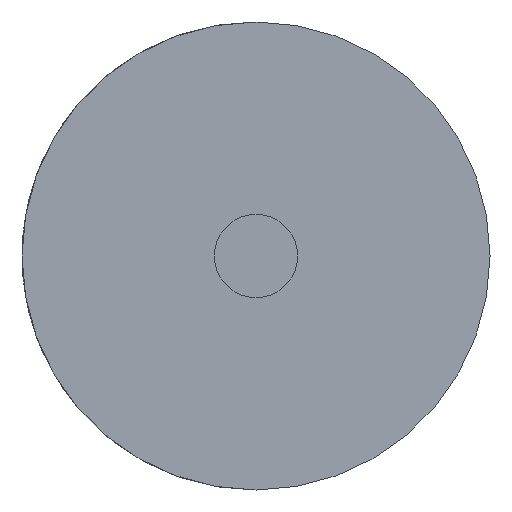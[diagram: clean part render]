
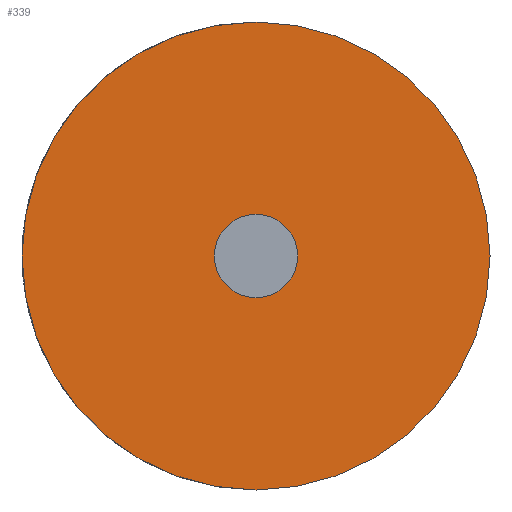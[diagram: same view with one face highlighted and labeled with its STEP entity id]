
A CAD part, front view. The second image highlights one B-rep face of the part: STEP entity #339.
In plain terms, the highlighted planar face has unit normal (0, -1, 0).
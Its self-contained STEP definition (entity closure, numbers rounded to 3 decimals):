
#8 = VERTEX_POINT ( 'NONE', #655 ) ;
#18 = DIRECTION ( 'NONE',  ( 0., 1., 0. ) ) ;
#51 = AXIS2_PLACEMENT_3D ( 'NONE', #725, #71, #357 ) ;
#70 = PLANE ( 'NONE',  #223 ) ;
#71 = DIRECTION ( 'NONE',  ( 0., 1., 0. ) ) ;
#102 = EDGE_LOOP ( 'NONE', ( #395, #664 ) ) ;
#117 = EDGE_CURVE ( 'NONE', #8, #698, #656, .T. ) ;
#125 = ORIENTED_EDGE ( 'NONE', *, *, #117, .F. ) ;
#188 = CARTESIAN_POINT ( 'NONE',  ( 0., -123., -9. ) ) ;
#197 = DIRECTION ( 'NONE',  ( 0., 0., 1. ) ) ;
#213 = ORIENTED_EDGE ( 'NONE', *, *, #657, .F. ) ;
#221 = EDGE_LOOP ( 'NONE', ( #213, #125 ) ) ;
#223 = AXIS2_PLACEMENT_3D ( 'NONE', #451, #318, #571 ) ;
#238 = CIRCLE ( 'NONE', #51, 9. ) ;
#310 = AXIS2_PLACEMENT_3D ( 'NONE', #687, #335, #570 ) ;
#312 = VERTEX_POINT ( 'NONE', #696 ) ;
#318 = DIRECTION ( 'NONE',  ( 0., -1., 0. ) ) ;
#323 = CARTESIAN_POINT ( 'NONE',  ( 0., -123., 0. ) ) ;
#335 = DIRECTION ( 'NONE',  ( 0., 1., 0. ) ) ;
#339 = ADVANCED_FACE ( 'NONE', ( #653, #595 ), #70, .T. ) ;
#357 = DIRECTION ( 'NONE',  ( 0., 0., 1. ) ) ;
#363 = CIRCLE ( 'NONE', #627, 1.6 ) ;
#395 = ORIENTED_EDGE ( 'NONE', *, *, #421, .T. ) ;
#421 = EDGE_CURVE ( 'NONE', #312, #540, #363, .T. ) ;
#447 = CIRCLE ( 'NONE', #706, 1.6 ) ;
#451 = CARTESIAN_POINT ( 'NONE',  ( 0., -123., 0. ) ) ;
#477 = CARTESIAN_POINT ( 'NONE',  ( 0., -123., 1.6 ) ) ;
#501 = DIRECTION ( 'NONE',  ( 0., 0., 1. ) ) ;
#508 = DIRECTION ( 'NONE',  ( 0., 1., 0. ) ) ;
#540 = VERTEX_POINT ( 'NONE', #477 ) ;
#555 = CARTESIAN_POINT ( 'NONE',  ( 0., -123., 0. ) ) ;
#570 = DIRECTION ( 'NONE',  ( 0., 0., 1. ) ) ;
#571 = DIRECTION ( 'NONE',  ( 0., 0., 1. ) ) ;
#595 = FACE_BOUND ( 'NONE', #102, .T. ) ;
#627 = AXIS2_PLACEMENT_3D ( 'NONE', #323, #18, #197 ) ;
#653 = FACE_OUTER_BOUND ( 'NONE', #221, .T. ) ;
#655 = CARTESIAN_POINT ( 'NONE',  ( 0., -123., 9. ) ) ;
#656 = CIRCLE ( 'NONE', #310, 9. ) ;
#657 = EDGE_CURVE ( 'NONE', #698, #8, #238, .T. ) ;
#664 = ORIENTED_EDGE ( 'NONE', *, *, #753, .T. ) ;
#687 = CARTESIAN_POINT ( 'NONE',  ( 0., -123., 0. ) ) ;
#696 = CARTESIAN_POINT ( 'NONE',  ( 0., -123., -1.6 ) ) ;
#698 = VERTEX_POINT ( 'NONE', #188 ) ;
#706 = AXIS2_PLACEMENT_3D ( 'NONE', #555, #508, #501 ) ;
#725 = CARTESIAN_POINT ( 'NONE',  ( 0., -123., 0. ) ) ;
#753 = EDGE_CURVE ( 'NONE', #540, #312, #447, .T. ) ;
